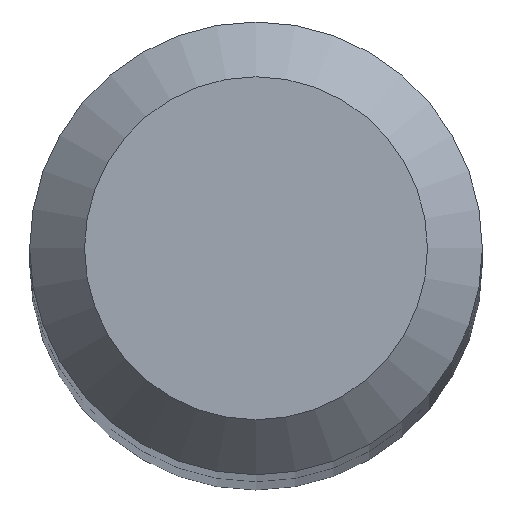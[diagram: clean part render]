
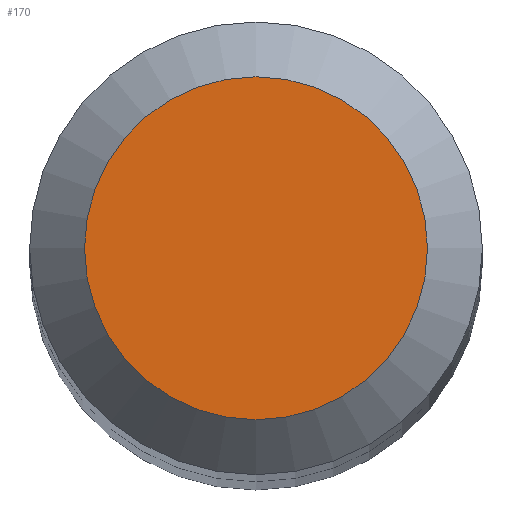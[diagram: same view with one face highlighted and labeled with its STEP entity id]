
A CAD part, top view. The second image highlights one B-rep face of the part: STEP entity #170.
In plain terms, the highlighted planar face has unit normal (0, 0, 1).
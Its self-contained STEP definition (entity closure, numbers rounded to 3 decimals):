
#6 = AXIS2_PLACEMENT_3D ( 'NONE', #178, #125, #159 ) ;
#28 = EDGE_CURVE ( 'NONE', #134, #134, #59, .T. ) ;
#59 = CIRCLE ( 'NONE', #6, 1.25 ) ;
#83 = CARTESIAN_POINT ( 'NONE',  ( 0., 0., 65. ) ) ;
#99 = FACE_OUTER_BOUND ( 'NONE', #135, .T. ) ;
#117 = DIRECTION ( 'NONE',  ( 0., 0., -1. ) ) ;
#122 = AXIS2_PLACEMENT_3D ( 'NONE', #83, #117, #164 ) ;
#125 = DIRECTION ( 'NONE',  ( 0., 0., -1. ) ) ;
#134 = VERTEX_POINT ( 'NONE', #188 ) ;
#135 = EDGE_LOOP ( 'NONE', ( #153 ) ) ;
#153 = ORIENTED_EDGE ( 'NONE', *, *, #28, .F. ) ;
#159 = DIRECTION ( 'NONE',  ( 0., 1., 0. ) ) ;
#164 = DIRECTION ( 'NONE',  ( 0., 1., 0. ) ) ;
#170 = ADVANCED_FACE ( 'NONE', ( #99 ), #202, .F. ) ;
#178 = CARTESIAN_POINT ( 'NONE',  ( 0., 0., 65. ) ) ;
#188 = CARTESIAN_POINT ( 'NONE',  ( 0., 1.25, 65. ) ) ;
#202 = PLANE ( 'NONE',  #122 ) ;
